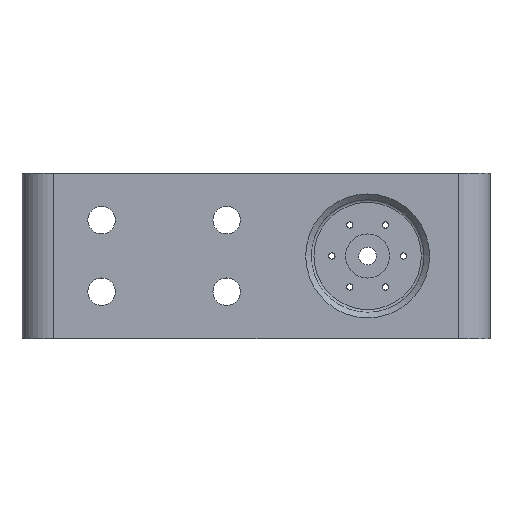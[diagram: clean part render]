
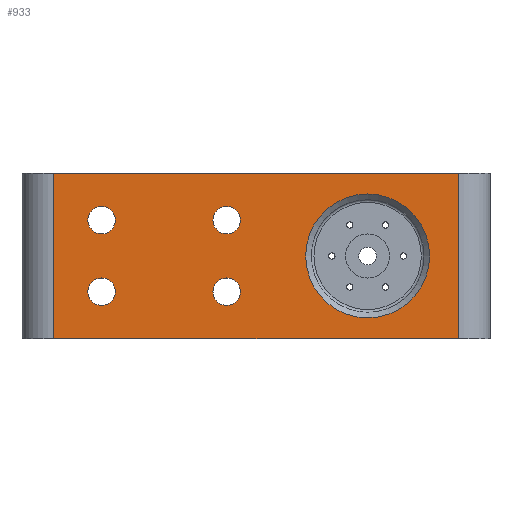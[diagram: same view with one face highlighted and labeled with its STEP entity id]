
A CAD part, top view. The second image highlights one B-rep face of the part: STEP entity #933.
In plain terms, the highlighted planar face has unit normal (0, 0, 1).
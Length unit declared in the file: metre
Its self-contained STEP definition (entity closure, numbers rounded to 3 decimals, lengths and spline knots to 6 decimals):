
#57=LINE('',#1442,#115);
#58=LINE('',#1445,#116);
#59=LINE('',#1447,#117);
#60=LINE('',#1449,#118);
#115=VECTOR('',#1138,1.);
#116=VECTOR('',#1139,1.);
#117=VECTOR('',#1140,1.);
#118=VECTOR('',#1141,1.);
#173=ORIENTED_EDGE('',*,*,#421,.F.);
#174=ORIENTED_EDGE('',*,*,#422,.T.);
#175=ORIENTED_EDGE('',*,*,#423,.F.);
#176=ORIENTED_EDGE('',*,*,#424,.T.);
#177=ORIENTED_EDGE('',*,*,#425,.T.);
#178=ORIENTED_EDGE('',*,*,#426,.T.);
#179=ORIENTED_EDGE('',*,*,#427,.F.);
#180=ORIENTED_EDGE('',*,*,#428,.T.);
#181=ORIENTED_EDGE('',*,*,#429,.T.);
#421=EDGE_CURVE('',#545,#545,#639,.T.);
#422=EDGE_CURVE('',#546,#546,#640,.F.);
#423=EDGE_CURVE('',#547,#547,#641,.T.);
#424=EDGE_CURVE('',#548,#548,#642,.F.);
#425=EDGE_CURVE('',#549,#550,#57,.T.);
#426=EDGE_CURVE('',#550,#551,#58,.T.);
#427=EDGE_CURVE('',#552,#551,#59,.T.);
#428=EDGE_CURVE('',#552,#549,#60,.F.);
#429=EDGE_CURVE('',#553,#553,#643,.F.);
#545=VERTEX_POINT('',#1435);
#546=VERTEX_POINT('',#1437);
#547=VERTEX_POINT('',#1439);
#548=VERTEX_POINT('',#1441);
#549=VERTEX_POINT('',#1443);
#550=VERTEX_POINT('',#1444);
#551=VERTEX_POINT('',#1446);
#552=VERTEX_POINT('',#1448);
#553=VERTEX_POINT('',#1451);
#639=CIRCLE('',#1004,0.0025);
#640=CIRCLE('',#1005,0.0025);
#641=CIRCLE('',#1006,0.0025);
#642=CIRCLE('',#1007,0.01125);
#643=CIRCLE('',#1008,0.0025);
#705=EDGE_LOOP('',(#173));
#706=EDGE_LOOP('',(#174));
#707=EDGE_LOOP('',(#175));
#708=EDGE_LOOP('',(#176));
#709=EDGE_LOOP('',(#177,#178,#179,#180));
#710=EDGE_LOOP('',(#181));
#809=FACE_BOUND('',#705,.T.);
#810=FACE_BOUND('',#706,.T.);
#811=FACE_BOUND('',#707,.T.);
#812=FACE_BOUND('',#708,.T.);
#813=FACE_BOUND('',#709,.T.);
#814=FACE_BOUND('',#710,.T.);
#913=PLANE('',#1003);
#933=ADVANCED_FACE('',(#809,#810,#811,#812,#813,#814),#913,.T.);
#1003=AXIS2_PLACEMENT_3D('',#1433,#1128,#1129);
#1004=AXIS2_PLACEMENT_3D('',#1434,#1130,#1131);
#1005=AXIS2_PLACEMENT_3D('',#1436,#1132,#1133);
#1006=AXIS2_PLACEMENT_3D('',#1438,#1134,#1135);
#1007=AXIS2_PLACEMENT_3D('',#1440,#1136,#1137);
#1008=AXIS2_PLACEMENT_3D('',#1450,#1142,#1143);
#1128=DIRECTION('',(0.,0.,1.));
#1129=DIRECTION('',(1.,0.,0.));
#1130=DIRECTION('',(0.,0.,1.));
#1131=DIRECTION('',(1.,0.,0.));
#1132=DIRECTION('',(0.,0.,1.));
#1133=DIRECTION('',(1.,0.,0.));
#1134=DIRECTION('',(0.,0.,1.));
#1135=DIRECTION('',(1.,0.,0.));
#1136=DIRECTION('',(0.,0.,1.));
#1137=DIRECTION('',(1.,0.,0.));
#1138=DIRECTION('',(1.,0.,0.));
#1139=DIRECTION('',(0.,1.,0.));
#1140=DIRECTION('',(1.,0.,0.));
#1141=DIRECTION('',(0.,1.,0.));
#1142=DIRECTION('',(0.,0.,1.));
#1143=DIRECTION('',(1.,0.,0.));
#1433=CARTESIAN_POINT('',(0.0425,0.015,0.0125));
#1434=CARTESIAN_POINT('',(0.014449,0.0215,0.0125));
#1435=CARTESIAN_POINT('',(0.016949,0.0215,0.0125));
#1436=CARTESIAN_POINT('',(0.037172,0.0215,0.0125));
#1437=CARTESIAN_POINT('',(0.039672,0.0215,0.0125));
#1438=CARTESIAN_POINT('',(0.014449,0.0085,0.0125));
#1439=CARTESIAN_POINT('',(0.016949,0.0085,0.0125));
#1440=CARTESIAN_POINT('',(0.062777,0.015,0.0125));
#1441=CARTESIAN_POINT('',(0.074027,0.015,0.0125));
#1442=CARTESIAN_POINT('',(0.0425,0.,0.0125));
#1443=CARTESIAN_POINT('',(0.005794,0.,0.0125));
#1444=CARTESIAN_POINT('',(0.079206,0.,0.0125));
#1445=CARTESIAN_POINT('',(0.079206,0.03,0.0125));
#1446=CARTESIAN_POINT('',(0.079206,0.03,0.0125));
#1447=CARTESIAN_POINT('',(0.0425,0.03,0.0125));
#1448=CARTESIAN_POINT('',(0.005794,0.03,0.0125));
#1449=CARTESIAN_POINT('',(0.005794,0.015,0.0125));
#1450=CARTESIAN_POINT('',(0.037172,0.0085,0.0125));
#1451=CARTESIAN_POINT('',(0.039672,0.0085,0.0125));
